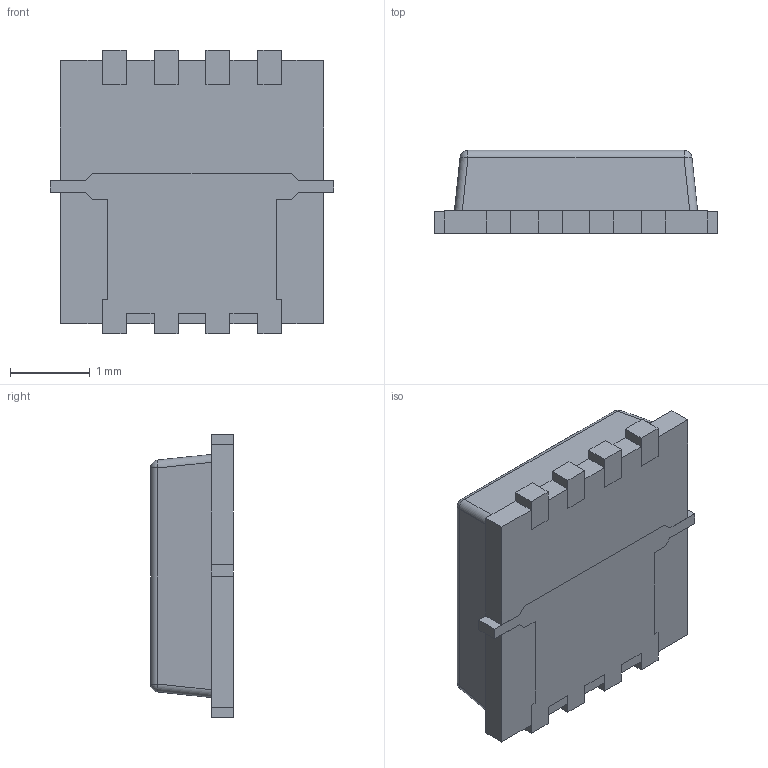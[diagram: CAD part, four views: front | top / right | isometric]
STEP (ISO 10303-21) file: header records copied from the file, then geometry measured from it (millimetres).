
FILE_DESCRIPTION(/* description */ (''),/* implementation_level */ '2;1');
FILE_NAME(/* name */ 'POWERPAK_1212_8.step',/* time_stamp */ '2022-03-10T22:44:51-08:00',/* author */ (''),/* organization */ (''),/* preprocessor_version */ 'ST-DEVELOPER v18.1',/* originating_system */ 'Autodesk Translation Framework v10.13.0.1454',/* authorisation */ '');
FILE_SCHEMA (('AUTOMOTIVE_DESIGN { 1 0 10303 214 3 1 1 }'));
Length unit declared in the file: millimetre
Products named in the file (1): POWERPAK_1212_8
Bounding box: 3.55 x 1.04 x 3.56 mm (x, y, z)
Volume: 9.8 mm3; surface area: 60.6 mm2
Topology: 13 solids, 13 shells, 145 faces, 342 edges, 224 vertices
Faces by surface type: plane 131, cylinder 10, sphere 4
Full cylindrical faces by diameter (mm): 0.2 x2
Entity records: 4115 total; most frequent: CARTESIAN_POINT 712, ORIENTED_EDGE 684, DIRECTION 654, EDGE_CURVE 342, LINE 322, VECTOR 322, VERTEX_POINT 224, AXIS2_PLACEMENT_3D 166
